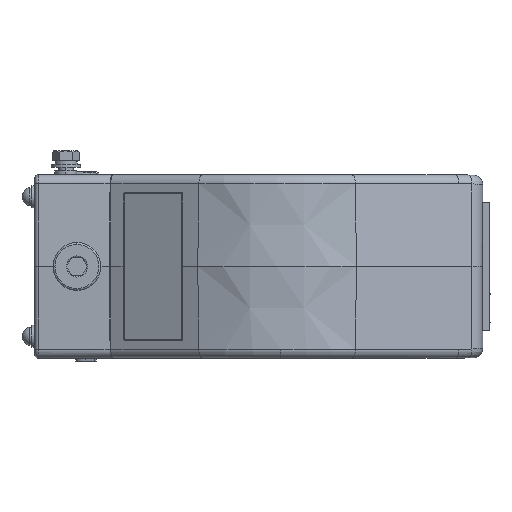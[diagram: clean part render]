
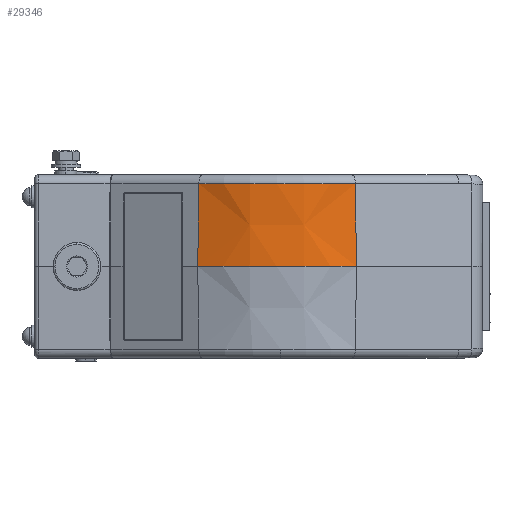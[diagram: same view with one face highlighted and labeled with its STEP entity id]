
A CAD part, left-side view. The second image highlights one B-rep face of the part: STEP entity #29346.
In plain terms, the highlighted conical face has half-angle 1.5 degrees and reference radius 100 mm.
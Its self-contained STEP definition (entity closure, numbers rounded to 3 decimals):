
#29346 = ADVANCED_FACE ( 'NONE', ( #46015 ), #46011, .T. ) ;
#31226 = VERTEX_POINT ( 'NONE', #51606 ) ;
#31239 = VERTEX_POINT ( 'NONE', #51639 ) ;
#31248 = VERTEX_POINT ( 'NONE', #51641 ) ;
#31274 = VERTEX_POINT ( 'NONE', #51636 ) ;
#32152 = EDGE_LOOP ( 'NONE', ( #35542, #35611, #35529, #35591 ) ) ;
#35529 = ORIENTED_EDGE ( 'NONE', *, *, #36776, .T. ) ;
#35542 = ORIENTED_EDGE ( 'NONE', *, *, #36830, .F. ) ;
#35591 = ORIENTED_EDGE ( 'NONE', *, *, #36748, .T. ) ;
#35611 = ORIENTED_EDGE ( 'NONE', *, *, #36854, .T. ) ;
#36748 = EDGE_CURVE ( 'NONE', #31226, #31248, #52071, .T. ) ;
#36776 = EDGE_CURVE ( 'NONE', #31274, #31226, #52090, .T. ) ;
#36830 = EDGE_CURVE ( 'NONE', #31239, #31248, #52156, .T. ) ;
#36854 = EDGE_CURVE ( 'NONE', #31239, #31274, #52169, .T. ) ;
#38495 = AXIS2_PLACEMENT_3D ( 'NONE', #45564, #45596, #45584 ) ;
#45564 = CARTESIAN_POINT ( 'NONE',  ( 0., 0., 0. ) ) ;
#45584 = DIRECTION ( 'NONE',  ( 1., 0., 0. ) ) ;
#45596 = DIRECTION ( 'NONE',  ( 0., 0., -1. ) ) ;
#46011 = CONICAL_SURFACE ( 'NONE', #38495, 100., 0.026 ) ;
#46015 = FACE_OUTER_BOUND ( 'NONE', #32152, .T. ) ;
#47048 = AXIS2_PLACEMENT_3D ( 'NONE', #54203, #54217, #54207 ) ;
#47138 = AXIS2_PLACEMENT_3D ( 'NONE', #54323, #54335, #54336 ) ;
#51606 = CARTESIAN_POINT ( 'NONE',  ( -89.216, 45.171, 0. ) ) ;
#51636 = CARTESIAN_POINT ( 'NONE',  ( -88.162, 44.638, 45.131 ) ) ;
#51639 = CARTESIAN_POINT ( 'NONE',  ( -90.037, -40.724, 45.131 ) ) ;
#51641 = CARTESIAN_POINT ( 'NONE',  ( -91.113, -41.211, 0. ) ) ;
#52071 = CIRCLE ( 'NONE', #47048, 100. ) ;
#52090 = LINE ( 'NONE', #54268, #52096 ) ;
#52096 = VECTOR ( 'NONE', #54251, 1000. ) ;
#52132 = VECTOR ( 'NONE', #54295, 1000. ) ;
#52156 = LINE ( 'NONE', #54276, #52132 ) ;
#52169 = CIRCLE ( 'NONE', #47138, 98.818 ) ;
#54203 = CARTESIAN_POINT ( 'NONE',  ( 0., 0., 0. ) ) ;
#54207 = DIRECTION ( 'NONE',  ( 1., 0., 0. ) ) ;
#54217 = DIRECTION ( 'NONE',  ( 0., 0., 1. ) ) ;
#54251 = DIRECTION ( 'NONE',  ( -0.023, 0.012, -1. ) ) ;
#54268 = CARTESIAN_POINT ( 'NONE',  ( -89.216, 45.171, 0. ) ) ;
#54276 = CARTESIAN_POINT ( 'NONE',  ( -91.113, -41.211, 0. ) ) ;
#54295 = DIRECTION ( 'NONE',  ( -0.024, -0.011, -1. ) ) ;
#54323 = CARTESIAN_POINT ( 'NONE',  ( 0., 0., 45.131 ) ) ;
#54335 = DIRECTION ( 'NONE',  ( 0., 0., -1. ) ) ;
#54336 = DIRECTION ( 'NONE',  ( -1., 0., 0. ) ) ;
